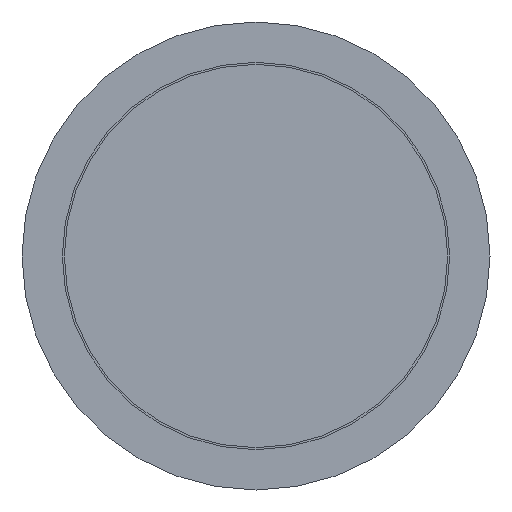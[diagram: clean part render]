
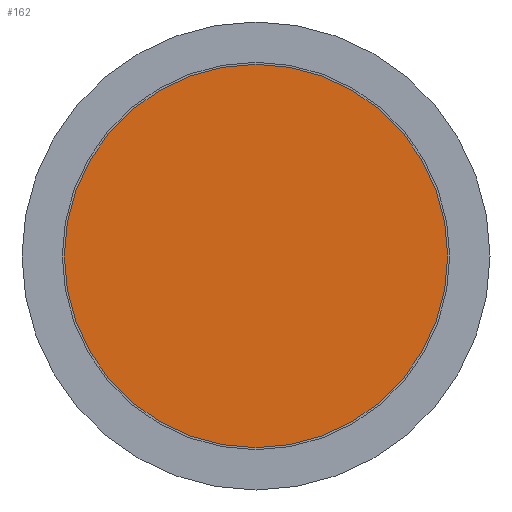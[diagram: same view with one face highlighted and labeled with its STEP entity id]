
A CAD part, front view. The second image highlights one B-rep face of the part: STEP entity #162.
In plain terms, the highlighted planar face has unit normal (0, -1, 0).
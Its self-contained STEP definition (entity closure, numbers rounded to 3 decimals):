
#6 = AXIS2_PLACEMENT_3D ( 'NONE', #423, #382, #338 ) ;
#7 = DIRECTION ( 'NONE',  ( 0., -1., 0. ) ) ;
#61 = AXIS2_PLACEMENT_3D ( 'NONE', #392, #7, #435 ) ;
#162 = ADVANCED_FACE ( 'NONE', ( #470 ), #265, .F. ) ;
#188 = VERTEX_POINT ( 'NONE', #452 ) ;
#265 = PLANE ( 'NONE',  #6 ) ;
#310 = EDGE_LOOP ( 'NONE', ( #358 ) ) ;
#323 = EDGE_CURVE ( 'NONE', #188, #188, #545, .T. ) ;
#338 = DIRECTION ( 'NONE',  ( 0., 0., 1. ) ) ;
#358 = ORIENTED_EDGE ( 'NONE', *, *, #323, .T. ) ;
#382 = DIRECTION ( 'NONE',  ( 0., 1., 0. ) ) ;
#392 = CARTESIAN_POINT ( 'NONE',  ( 0., 0., 0. ) ) ;
#423 = CARTESIAN_POINT ( 'NONE',  ( -23.75, 0., 0. ) ) ;
#435 = DIRECTION ( 'NONE',  ( 0., 0., -1. ) ) ;
#452 = CARTESIAN_POINT ( 'NONE',  ( 0., 0., -23.75 ) ) ;
#470 = FACE_OUTER_BOUND ( 'NONE', #310, .T. ) ;
#545 = CIRCLE ( 'NONE', #61, 23.75 ) ;
